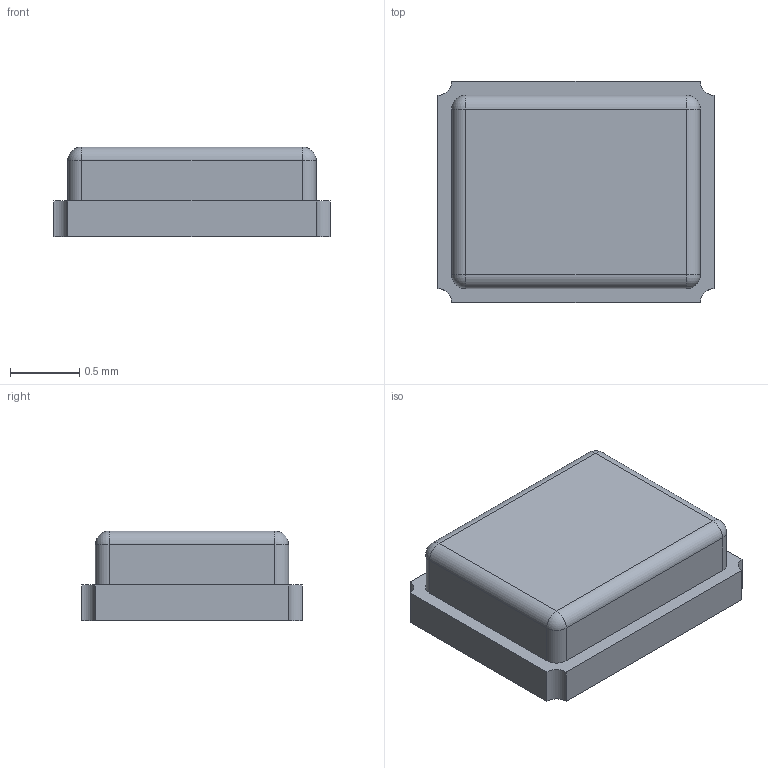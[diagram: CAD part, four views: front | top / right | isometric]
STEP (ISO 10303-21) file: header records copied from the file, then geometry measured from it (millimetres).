
FILE_DESCRIPTION (( 'STEP AP214' ), '1' );
FILE_NAME ('XRCGB32M000F1H01R0.STEP', '2020-05-31T15:37:46', ( '' ), ( '' ), 'SwSTEP 2.0', 'SolidWorks 2019', '' );
FILE_SCHEMA (( 'AUTOMOTIVE_DESIGN' ));
Length unit declared in the file: millimetre
Products named in the file (1): XRCGB32M000F1H01R0
Bounding box: 2 x 1.6 x 0.65 mm (x, y, z)
Volume: 1.8 mm3; surface area: 15.3 mm2
Topology: 2 solids, 2 shells, 28 faces, 64 edges, 36 vertices
Faces by surface type: plane 12, cylinder 12, sphere 4
Entity records: 861 total; most frequent: DIRECTION 142, CARTESIAN_POINT 125, ORIENTED_EDGE 120, EDGE_CURVE 60, AXIS2_PLACEMENT_3D 53, VECTOR 36, VERTEX_POINT 36, LINE 36
